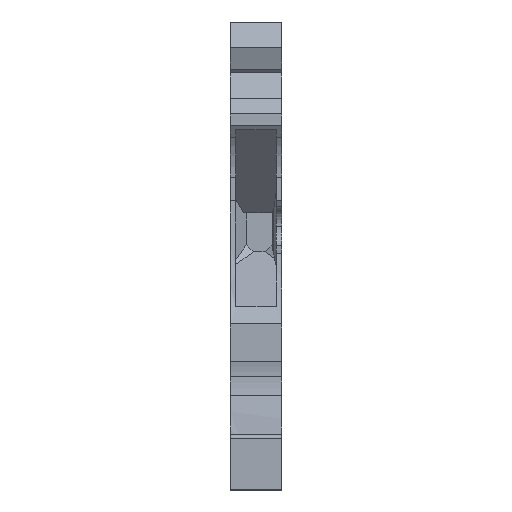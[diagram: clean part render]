
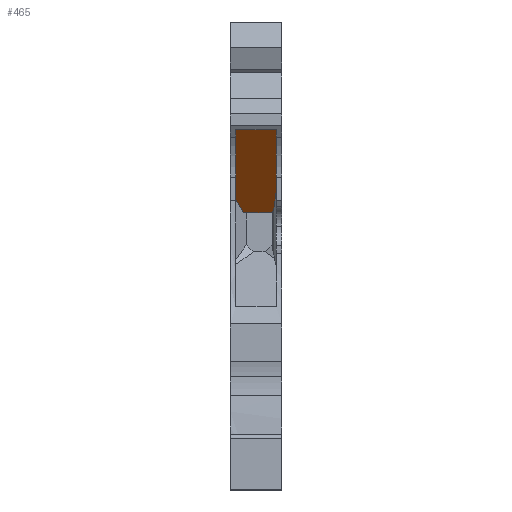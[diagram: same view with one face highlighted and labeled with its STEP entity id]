
A CAD part, front view. The second image highlights one B-rep face of the part: STEP entity #465.
In plain terms, the highlighted planar face has unit normal (0, -0.715, -0.699).
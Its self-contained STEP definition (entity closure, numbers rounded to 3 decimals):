
#465=ADVANCED_FACE('',(#927),#928,.F.);
#927=FACE_OUTER_BOUND('',#1381,.T.);
#928=PLANE('',#1382);
#1381=EDGE_LOOP('',(#2811,#2812,#2813,#2814,#2815,#2816,#2817));
#1382=AXIS2_PLACEMENT_3D('',#2818,#2819,#2820);
#2811=ORIENTED_EDGE('',*,*,#3384,.F.);
#2812=ORIENTED_EDGE('',*,*,#3391,.T.);
#2813=ORIENTED_EDGE('',*,*,#3404,.T.);
#2814=ORIENTED_EDGE('',*,*,#3225,.F.);
#2815=ORIENTED_EDGE('',*,*,#3312,.T.);
#2816=ORIENTED_EDGE('',*,*,#3155,.T.);
#2817=ORIENTED_EDGE('',*,*,#3380,.T.);
#2818=CARTESIAN_POINT('',(6.259,10.25,28.12));
#2819=DIRECTION('',(0.,0.715,0.699));
#2820=DIRECTION('',(-1.0,0.,0.));
#3155=EDGE_CURVE('',#3937,#3935,#3938,.T.);
#3225=EDGE_CURVE('',#4044,#4046,#4047,.T.);
#3312=EDGE_CURVE('',#4044,#3937,#4147,.T.);
#3380=EDGE_CURVE('',#3935,#4229,#4231,.T.);
#3384=EDGE_CURVE('',#4234,#4229,#4236,.T.);
#3391=EDGE_CURVE('',#4234,#4244,#4246,.T.);
#3404=EDGE_CURVE('',#4244,#4046,#4261,.T.);
#3935=VERTEX_POINT('',#4995);
#3937=VERTEX_POINT('',#4998);
#3938=LINE('',#4999,#5000);
#4044=VERTEX_POINT('',#5151);
#4046=VERTEX_POINT('',#5154);
#4047=LINE('',#5155,#5156);
#4147=LINE('',#5303,#5304);
#4229=VERTEX_POINT('',#5422);
#4231=LINE('',#5425,#5426);
#4234=VERTEX_POINT('',#5430);
#4236=LINE('',#5433,#5434);
#4244=VERTEX_POINT('',#5444);
#4246=LINE('',#5447,#5448);
#4261=LINE('',#5470,#5471);
#4995=CARTESIAN_POINT('',(4.6,8.5,29.911));
#4998=CARTESIAN_POINT('',(4.4,10.123,28.251));
#4999=CARTESIAN_POINT('',(6.152,-4.089,42.794));
#5000=VECTOR('',#5856,1.0);
#5151=CARTESIAN_POINT('',(4.214,10.612,27.75));
#5154=CARTESIAN_POINT('',(1.333,10.612,27.75));
#5155=CARTESIAN_POINT('',(5.15,10.612,27.75));
#5156=VECTOR('',#5930,1.0);
#5303=CARTESIAN_POINT('',(9.789,-4.089,42.794));
#5304=VECTOR('',#5984,1.0);
#5422=CARTESIAN_POINT('',(4.6,2.485,36.066));
#5425=CARTESIAN_POINT('',(4.6,-4.089,42.794));
#5426=VECTOR('',#6028,1.0);
#5430=CARTESIAN_POINT('',(0.55,2.485,36.066));
#5433=CARTESIAN_POINT('',(5.15,2.485,36.066));
#5434=VECTOR('',#6031,1.0);
#5444=CARTESIAN_POINT('',(0.55,9.256,29.137));
#5447=CARTESIAN_POINT('',(0.55,-4.089,42.794));
#5448=VECTOR('',#6038,1.0);
#5470=CARTESIAN_POINT('',(-7.155,-4.089,42.794));
#5471=VECTOR('',#6046,1.0);
#5856=DIRECTION('',(0.086,-0.696,0.713));
#5930=DIRECTION('',(-1.0,0.,0.));
#5984=DIRECTION('',(0.256,-0.676,0.691));
#6028=DIRECTION('',(0.,-0.699,0.715));
#6031=DIRECTION('',(1.0,0.,0.));
#6038=DIRECTION('',(0.,0.699,-0.715));
#6046=DIRECTION('',(0.374,0.648,-0.663));
